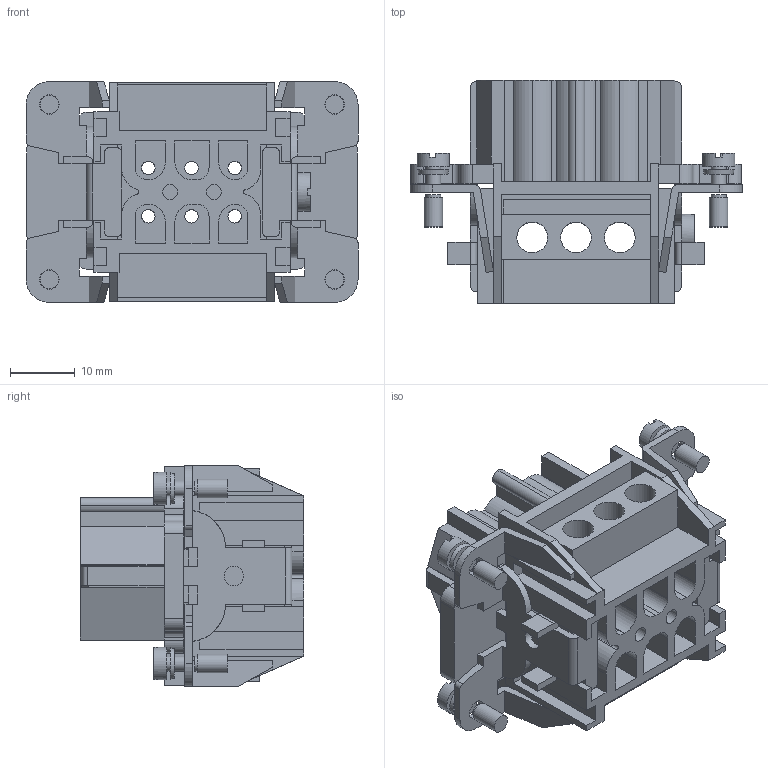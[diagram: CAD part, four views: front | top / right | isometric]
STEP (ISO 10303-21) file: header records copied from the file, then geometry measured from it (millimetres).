
FILE_DESCRIPTION (( 'STEP AP214' ), '1' );
FILE_NAME ('ZP-6B-6-FS-INSERT.STEP', '2011-11-18T20:26:38', ( '.ADC' ), ( 'ADC' ), 'SwSTEP 2.0', 'SolidWorks 2011', '' );
FILE_SCHEMA (( 'AUTOMOTIVE_DESIGN' ));
Length unit declared in the file: millimetre
Products named in the file (1): ZP-6B-6-FS-INSERT
Bounding box: 51.2 x 34.41 x 34 mm (x, y, z)
Volume: 17429.7 mm3; surface area: 18294.8 mm2
Topology: 9 solids, 11 shells, 757 faces, 2065 edges, 1363 vertices
Faces by surface type: plane 575, cylinder 138, bspline 40, cone 4
Full cylindrical faces by diameter (mm): 1.75 x2, 2.087 x18, 2.3 x4, 2.304 x12, 2.85 x4, 3 x2, 3.007 x4, 4.75 x3, 5 x4, 6 x1
Entity records: 30740 total; most frequent: CARTESIAN_POINT 5062, ORIENTED_EDGE 3970, DIRECTION 3638, EDGE_CURVE 1985, VECTOR 1580, LINE 1580, VERTEX_POINT 1341, AXIS2_PLACEMENT_3D 1029
